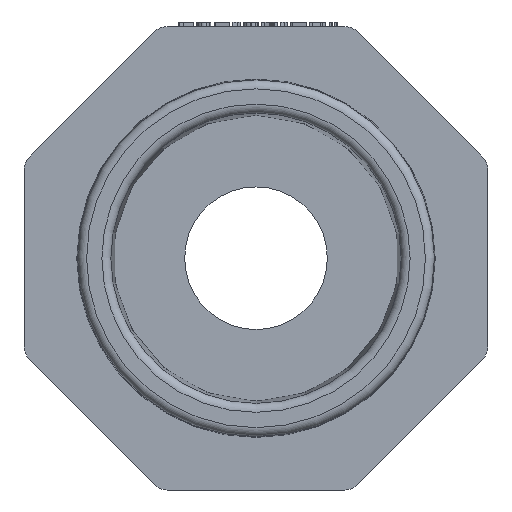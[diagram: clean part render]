
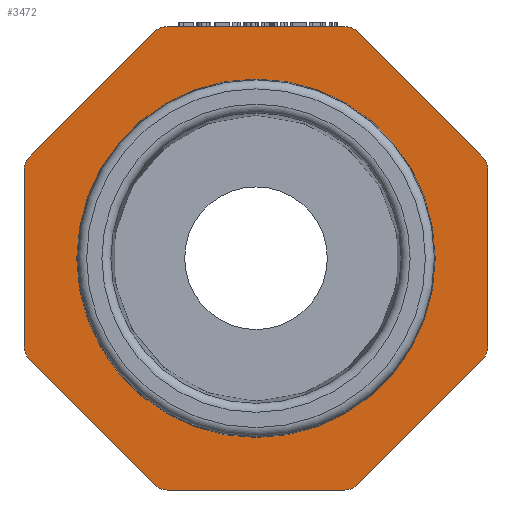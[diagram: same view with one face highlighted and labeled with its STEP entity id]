
A CAD part, front view. The second image highlights one B-rep face of the part: STEP entity #3472.
In plain terms, the highlighted planar face has unit normal (0, -1, 0).
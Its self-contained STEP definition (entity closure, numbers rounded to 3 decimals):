
#106=FACE_BOUND('',#471,.T.);
#128=PLANE('',#3718);
#253=FACE_OUTER_BOUND('',#470,.T.);
#470=EDGE_LOOP('',(#2669,#2670,#2671,#2672,#2673,#2674,#2675,#2676,#2677,
#2678,#2679,#2680,#2681,#2682,#2683,#2684));
#471=EDGE_LOOP('',(#2685));
#666=CIRCLE('',#3717,10.05);
#667=CIRCLE('',#3719,1.);
#668=CIRCLE('',#3720,1.);
#669=CIRCLE('',#3721,1.);
#670=CIRCLE('',#3722,1.);
#671=CIRCLE('',#3723,1.);
#672=CIRCLE('',#3724,1.);
#673=CIRCLE('',#3725,1.);
#674=CIRCLE('',#3726,1.);
#876=LINE('',#7562,#1183);
#880=LINE('',#7571,#1187);
#882=LINE('',#7576,#1189);
#886=LINE('',#7585,#1193);
#890=LINE('',#7594,#1197);
#894=LINE('',#7603,#1201);
#957=LINE('',#7910,#1264);
#963=LINE('',#8116,#1270);
#1183=VECTOR('',#3930,1.);
#1187=VECTOR('',#3936,1.);
#1189=VECTOR('',#3940,1.);
#1193=VECTOR('',#3946,1.);
#1197=VECTOR('',#3952,1.);
#1201=VECTOR('',#3958,1.);
#1264=VECTOR('',#4023,1.);
#1270=VECTOR('',#4033,1.);
#1520=VERTEX_POINT('',#7559);
#1521=VERTEX_POINT('',#7561);
#1524=VERTEX_POINT('',#7568);
#1525=VERTEX_POINT('',#7570);
#1526=VERTEX_POINT('',#7574);
#1527=VERTEX_POINT('',#7575);
#1530=VERTEX_POINT('',#7583);
#1531=VERTEX_POINT('',#7584);
#1534=VERTEX_POINT('',#7592);
#1535=VERTEX_POINT('',#7593);
#1538=VERTEX_POINT('',#7601);
#1539=VERTEX_POINT('',#7602);
#1646=VERTEX_POINT('',#7908);
#1647=VERTEX_POINT('',#7909);
#1652=VERTEX_POINT('',#8113);
#1653=VERTEX_POINT('',#8115);
#1662=VERTEX_POINT('',#8939);
#1889=EDGE_CURVE('',#1521,#1520,#876,.T.);
#1893=EDGE_CURVE('',#1525,#1524,#880,.T.);
#1895=EDGE_CURVE('',#1526,#1527,#882,.T.);
#1899=EDGE_CURVE('',#1530,#1531,#886,.T.);
#1903=EDGE_CURVE('',#1534,#1535,#890,.T.);
#1907=EDGE_CURVE('',#1538,#1539,#894,.T.);
#2015=EDGE_CURVE('',#1646,#1647,#957,.T.);
#2023=EDGE_CURVE('',#1653,#1652,#963,.T.);
#2049=EDGE_CURVE('',#1662,#1662,#666,.T.);
#2051=EDGE_CURVE('',#1524,#1526,#667,.T.);
#2052=EDGE_CURVE('',#1527,#1530,#668,.T.);
#2053=EDGE_CURVE('',#1531,#1534,#669,.T.);
#2054=EDGE_CURVE('',#1535,#1538,#670,.T.);
#2055=EDGE_CURVE('',#1539,#1646,#671,.T.);
#2056=EDGE_CURVE('',#1647,#1653,#672,.T.);
#2057=EDGE_CURVE('',#1652,#1521,#673,.T.);
#2058=EDGE_CURVE('',#1520,#1525,#674,.T.);
#2669=ORIENTED_EDGE('',*,*,#1893,.T.);
#2670=ORIENTED_EDGE('',*,*,#2051,.T.);
#2671=ORIENTED_EDGE('',*,*,#1895,.T.);
#2672=ORIENTED_EDGE('',*,*,#2052,.T.);
#2673=ORIENTED_EDGE('',*,*,#1899,.T.);
#2674=ORIENTED_EDGE('',*,*,#2053,.T.);
#2675=ORIENTED_EDGE('',*,*,#1903,.T.);
#2676=ORIENTED_EDGE('',*,*,#2054,.T.);
#2677=ORIENTED_EDGE('',*,*,#1907,.T.);
#2678=ORIENTED_EDGE('',*,*,#2055,.T.);
#2679=ORIENTED_EDGE('',*,*,#2015,.T.);
#2680=ORIENTED_EDGE('',*,*,#2056,.T.);
#2681=ORIENTED_EDGE('',*,*,#2023,.T.);
#2682=ORIENTED_EDGE('',*,*,#2057,.T.);
#2683=ORIENTED_EDGE('',*,*,#1889,.T.);
#2684=ORIENTED_EDGE('',*,*,#2058,.T.);
#2685=ORIENTED_EDGE('',*,*,#2049,.F.);
#3472=ADVANCED_FACE('',(#253,#106),#128,.T.);
#3717=AXIS2_PLACEMENT_3D('',#8940,#4091,#4092);
#3718=AXIS2_PLACEMENT_3D('',#8942,#4094,#4095);
#3719=AXIS2_PLACEMENT_3D('',#8943,#4096,#4097);
#3720=AXIS2_PLACEMENT_3D('',#8944,#4098,#4099);
#3721=AXIS2_PLACEMENT_3D('',#8945,#4100,#4101);
#3722=AXIS2_PLACEMENT_3D('',#8946,#4102,#4103);
#3723=AXIS2_PLACEMENT_3D('',#8947,#4104,#4105);
#3724=AXIS2_PLACEMENT_3D('',#8948,#4106,#4107);
#3725=AXIS2_PLACEMENT_3D('',#8949,#4108,#4109);
#3726=AXIS2_PLACEMENT_3D('',#8950,#4110,#4111);
#3930=DIRECTION('',(0.707,0.,-0.707));
#3936=DIRECTION('',(1.,0.,0.));
#3940=DIRECTION('',(0.707,0.,0.707));
#3946=DIRECTION('',(0.,0.,1.));
#3952=DIRECTION('',(-0.707,0.,0.707));
#3958=DIRECTION('',(-1.,0.,0.));
#4023=DIRECTION('',(-0.707,0.,-0.707));
#4033=DIRECTION('',(0.,0.,-1.));
#4091=DIRECTION('center_axis',(0.,-1.,0.));
#4092=DIRECTION('ref_axis',(0.,0.,-1.));
#4094=DIRECTION('center_axis',(0.,-1.,0.));
#4095=DIRECTION('ref_axis',(0.,0.,-1.));
#4096=DIRECTION('center_axis',(0.,-1.,0.));
#4097=DIRECTION('ref_axis',(0.,0.,-1.));
#4098=DIRECTION('center_axis',(0.,-1.,0.));
#4099=DIRECTION('ref_axis',(0.,0.,-1.));
#4100=DIRECTION('center_axis',(0.,-1.,0.));
#4101=DIRECTION('ref_axis',(0.,0.,-1.));
#4102=DIRECTION('center_axis',(0.,-1.,0.));
#4103=DIRECTION('ref_axis',(0.,0.,-1.));
#4104=DIRECTION('center_axis',(0.,-1.,0.));
#4105=DIRECTION('ref_axis',(0.,0.,-1.));
#4106=DIRECTION('center_axis',(0.,-1.,0.));
#4107=DIRECTION('ref_axis',(0.,0.,-1.));
#4108=DIRECTION('center_axis',(0.,-1.,0.));
#4109=DIRECTION('ref_axis',(0.,0.,-1.));
#4110=DIRECTION('center_axis',(0.,-1.,0.));
#4111=DIRECTION('ref_axis',(0.,0.,-1.));
#7559=CARTESIAN_POINT('',(-5.678,-18.5,-12.707));
#7561=CARTESIAN_POINT('',(-12.707,-18.5,-5.678));
#7562=CARTESIAN_POINT('',(-13.,-18.5,-5.385));
#7568=CARTESIAN_POINT('',(4.971,-18.5,-13.));
#7570=CARTESIAN_POINT('',(-4.971,-18.5,-13.));
#7571=CARTESIAN_POINT('',(-5.385,-18.5,-13.));
#7574=CARTESIAN_POINT('',(5.678,-18.5,-12.707));
#7575=CARTESIAN_POINT('',(12.707,-18.5,-5.678));
#7576=CARTESIAN_POINT('',(5.385,-18.5,-13.));
#7583=CARTESIAN_POINT('',(13.,-18.5,-4.971));
#7584=CARTESIAN_POINT('',(13.,-18.5,4.971));
#7585=CARTESIAN_POINT('',(13.,-18.5,-5.385));
#7592=CARTESIAN_POINT('',(12.707,-18.5,5.678));
#7593=CARTESIAN_POINT('',(5.678,-18.5,12.707));
#7594=CARTESIAN_POINT('',(13.,-18.5,5.385));
#7601=CARTESIAN_POINT('',(4.971,-18.5,13.));
#7602=CARTESIAN_POINT('',(-4.971,-18.5,13.));
#7603=CARTESIAN_POINT('',(5.385,-18.5,13.));
#7908=CARTESIAN_POINT('',(-5.678,-18.5,12.707));
#7909=CARTESIAN_POINT('',(-12.707,-18.5,5.678));
#7910=CARTESIAN_POINT('',(-5.385,-18.5,13.));
#8113=CARTESIAN_POINT('',(-13.,-18.5,-4.971));
#8115=CARTESIAN_POINT('',(-13.,-18.5,4.971));
#8116=CARTESIAN_POINT('',(-13.,-18.5,5.385));
#8939=CARTESIAN_POINT('',(0.,-18.5,-10.05));
#8940=CARTESIAN_POINT('Origin',(0.,-18.5,0.));
#8942=CARTESIAN_POINT('Origin',(-10.05,-18.5,0.));
#8943=CARTESIAN_POINT('Origin',(4.971,-18.5,-12.));
#8944=CARTESIAN_POINT('Origin',(12.,-18.5,-4.971));
#8945=CARTESIAN_POINT('Origin',(12.,-18.5,4.971));
#8946=CARTESIAN_POINT('Origin',(4.971,-18.5,12.));
#8947=CARTESIAN_POINT('Origin',(-4.971,-18.5,12.));
#8948=CARTESIAN_POINT('Origin',(-12.,-18.5,4.971));
#8949=CARTESIAN_POINT('Origin',(-12.,-18.5,-4.971));
#8950=CARTESIAN_POINT('Origin',(-4.971,-18.5,-12.));
